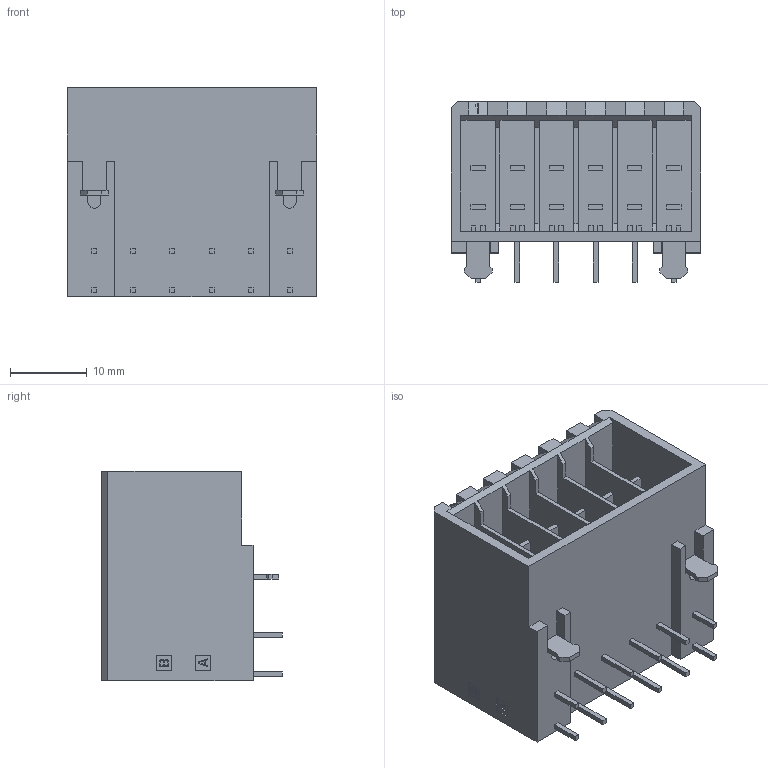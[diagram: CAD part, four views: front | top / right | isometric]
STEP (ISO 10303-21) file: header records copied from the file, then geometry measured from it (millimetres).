
FILE_DESCRIPTION(/* description */ (''),/* implementation_level */ '2;1');
FILE_NAME(/* name */ 'TE_D-3500D_12x5.08mm_H.step',/* time_stamp */ '2016-09-22T14:17:06+09:00',/* author */ (''),/* organization */ (''),/* preprocessor_version */ 'ST-DEVELOPER v16.5',/* originating_system */ 'Autodesk Translation Framework v5.1.0.2740',/* authorisation */ '');
FILE_SCHEMA (('AUTOMOTIVE_DESIGN { 1 0 10303 214 3 1 1 }'));
Length unit declared in the file: centimetre
Products named in the file (1): TE_D-3500D_12x5.08mm_H v1
Bounding box: 32.48 x 23.47 x 27.18 mm (x, y, z)
Volume: 9934.4 mm3; surface area: 8513.9 mm2
Topology: 1 solids, 1 shells, 364 faces, 974 edges, 644 vertices
Faces by surface type: plane 362, cylinder 2
Entity records: 11269 total; most frequent: CARTESIAN_POINT 1983, ORIENTED_EDGE 1948, DIRECTION 1708, EDGE_CURVE 974, LINE 970, VECTOR 970, VERTEX_POINT 644, EDGE_LOOP 396
